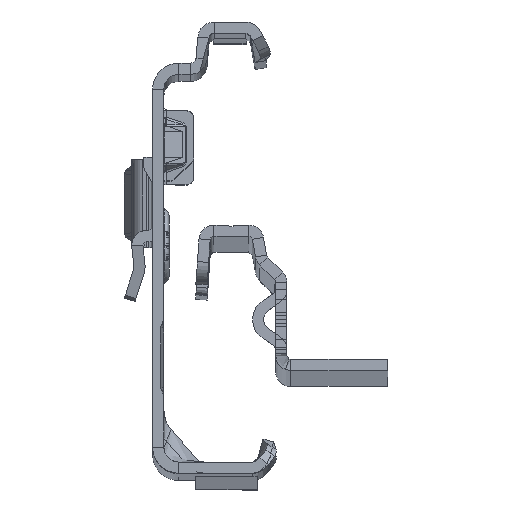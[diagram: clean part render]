
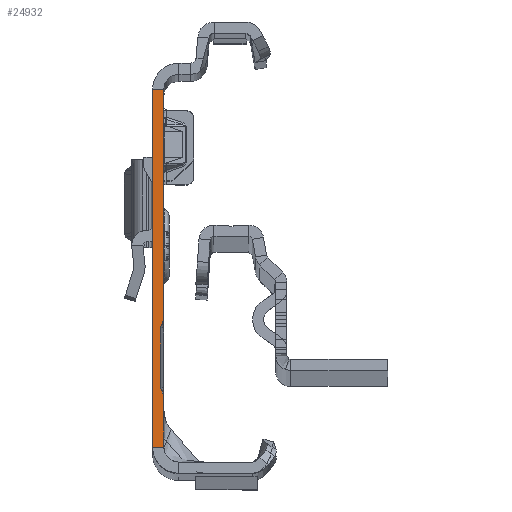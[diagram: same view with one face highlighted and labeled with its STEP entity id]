
A CAD part, top view. The second image highlights one B-rep face of the part: STEP entity #24932.
In plain terms, the highlighted planar face has unit normal (0, 0, 1).
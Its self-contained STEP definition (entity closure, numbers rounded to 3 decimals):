
#315 = DIRECTION ( 'NONE',  ( -1., 0., 0. ) ) ;
#667 = CARTESIAN_POINT ( 'NONE',  ( -0.234, -9.288, 0. ) ) ;
#963 = DIRECTION ( 'NONE',  ( 0., -1., 0. ) ) ;
#1320 = ORIENTED_EDGE ( 'NONE', *, *, #9352, .F. ) ;
#1504 = CARTESIAN_POINT ( 'NONE',  ( 0.6, -9.865, 0. ) ) ;
#1552 = VERTEX_POINT ( 'NONE', #16238 ) ;
#1648 = DIRECTION ( 'NONE',  ( 0., -1., 0. ) ) ;
#1777 = AXIS2_PLACEMENT_3D ( 'NONE', #1504, #16422, #315 ) ;
#2074 = DIRECTION ( 'NONE',  ( -1., 0., 0. ) ) ;
#2150 = CARTESIAN_POINT ( 'NONE',  ( 0., 24.135, 0. ) ) ;
#2488 = DIRECTION ( 'NONE',  ( 0., 0., -1. ) ) ;
#2923 = DIRECTION ( 'NONE',  ( 0., -1., 0. ) ) ;
#2979 = VECTOR ( 'NONE', #2923, 1000. ) ;
#3352 = ORIENTED_EDGE ( 'NONE', *, *, #18409, .F. ) ;
#4118 = CARTESIAN_POINT ( 'NONE',  ( -0.4, -9.865, 0. ) ) ;
#4127 = AXIS2_PLACEMENT_3D ( 'NONE', #20058, #26201, #22006 ) ;
#4311 = CARTESIAN_POINT ( 'NONE',  ( -0.234, -18.442, 0. ) ) ;
#4579 = ORIENTED_EDGE ( 'NONE', *, *, #10992, .F. ) ;
#4835 = DIRECTION ( 'NONE',  ( 1., 0., 0. ) ) ;
#5163 = LINE ( 'NONE', #13916, #7411 ) ;
#5338 = CARTESIAN_POINT ( 'NONE',  ( -0.234, -18.442, 0. ) ) ;
#5455 = ORIENTED_EDGE ( 'NONE', *, *, #9319, .F. ) ;
#5519 = CIRCLE ( 'NONE', #7287, 1. ) ;
#5602 = VERTEX_POINT ( 'NONE', #23860 ) ;
#5625 = DIRECTION ( 'NONE',  ( 0., 0., -1. ) ) ;
#5975 = LINE ( 'NONE', #22983, #25566 ) ;
#6175 = CARTESIAN_POINT ( 'NONE',  ( -0.234, -9.288, 0. ) ) ;
#6467 = LINE ( 'NONE', #2150, #12667 ) ;
#6841 = VECTOR ( 'NONE', #963, 1000. ) ;
#6885 = CARTESIAN_POINT ( 'NONE',  ( -0.306, -9.443, 0. ) ) ;
#6939 = DIRECTION ( 'NONE',  ( -0.423, -0.906, 0. ) ) ;
#7287 = AXIS2_PLACEMENT_3D ( 'NONE', #24202, #21698, #4835 ) ;
#7337 = VERTEX_POINT ( 'NONE', #5338 ) ;
#7373 = DIRECTION ( 'NONE',  ( -1., 0., 0. ) ) ;
#7411 = VECTOR ( 'NONE', #7373, 1000. ) ;
#7958 = VERTEX_POINT ( 'NONE', #6885 ) ;
#8458 = CARTESIAN_POINT ( 'NONE',  ( 0., -8.231, 0. ) ) ;
#8652 = CARTESIAN_POINT ( 'NONE',  ( 0., 24.135, 0. ) ) ;
#8778 = EDGE_CURVE ( 'NONE', #11773, #12057, #5519, .T. ) ;
#9161 = VERTEX_POINT ( 'NONE', #12280 ) ;
#9319 = EDGE_CURVE ( 'NONE', #18386, #15661, #20066, .T. ) ;
#9352 = EDGE_CURVE ( 'NONE', #16177, #11773, #5975, .T. ) ;
#9942 = ORIENTED_EDGE ( 'NONE', *, *, #17801, .F. ) ;
#10972 = DIRECTION ( 'NONE',  ( 1., 0., 0. ) ) ;
#10992 = EDGE_CURVE ( 'NONE', #9161, #22226, #6467, .T. ) ;
#11346 = VERTEX_POINT ( 'NONE', #6175 ) ;
#11535 = LINE ( 'NONE', #667, #27282 ) ;
#11773 = VERTEX_POINT ( 'NONE', #15323 ) ;
#11882 = EDGE_CURVE ( 'NONE', #18386, #5602, #5163, .T. ) ;
#11898 = ORIENTED_EDGE ( 'NONE', *, *, #8778, .F. ) ;
#12057 = VERTEX_POINT ( 'NONE', #15577 ) ;
#12280 = CARTESIAN_POINT ( 'NONE',  ( 0., -19.499, 0. ) ) ;
#12667 = VECTOR ( 'NONE', #12982, 1000. ) ;
#12780 = DIRECTION ( 'NONE',  ( 0.423, -0.906, 0. ) ) ;
#12982 = DIRECTION ( 'NONE',  ( 0., -1., 0. ) ) ;
#12986 = EDGE_CURVE ( 'NONE', #12057, #7337, #14895, .T. ) ;
#13916 = CARTESIAN_POINT ( 'NONE',  ( 0., 22.135, 0. ) ) ;
#14373 = DIRECTION ( 'NONE',  ( -1., 0., 0. ) ) ;
#14865 = VECTOR ( 'NONE', #12780, 1000. ) ;
#14895 = LINE ( 'NONE', #4311, #14865 ) ;
#15323 = CARTESIAN_POINT ( 'NONE',  ( -0.4, -17.865, 0. ) ) ;
#15577 = CARTESIAN_POINT ( 'NONE',  ( -0.306, -18.288, 0. ) ) ;
#15661 = VERTEX_POINT ( 'NONE', #8458 ) ;
#16177 = VERTEX_POINT ( 'NONE', #4118 ) ;
#16238 = CARTESIAN_POINT ( 'NONE',  ( -1.5, -25.865, 0. ) ) ;
#16422 = DIRECTION ( 'NONE',  ( 0., 0., 1. ) ) ;
#17785 = CIRCLE ( 'NONE', #1777, 1. ) ;
#17801 = EDGE_CURVE ( 'NONE', #15661, #11346, #18587, .T. ) ;
#17818 = CARTESIAN_POINT ( 'NONE',  ( 0., 22.135, 0. ) ) ;
#18386 = VERTEX_POINT ( 'NONE', #17818 ) ;
#18409 = EDGE_CURVE ( 'NONE', #7337, #9161, #26653, .T. ) ;
#18587 = CIRCLE ( 'NONE', #19479, 2.5 ) ;
#18851 = CARTESIAN_POINT ( 'NONE',  ( 0., -25.865, 0. ) ) ;
#18987 = EDGE_CURVE ( 'NONE', #5602, #1552, #24405, .T. ) ;
#19442 = ORIENTED_EDGE ( 'NONE', *, *, #24982, .F. ) ;
#19479 = AXIS2_PLACEMENT_3D ( 'NONE', #24725, #5625, #14373 ) ;
#19629 = CARTESIAN_POINT ( 'NONE',  ( -2.5, -19.499, 0. ) ) ;
#19788 = EDGE_LOOP ( 'NONE', ( #9942, #5455, #27471, #22717, #23593, #4579, #3352, #24748, #11898, #1320, #22014, #19442 ) ) ;
#19913 = PLANE ( 'NONE',  #4127 ) ;
#20058 = CARTESIAN_POINT ( 'NONE',  ( -1.5, 24.135, 0. ) ) ;
#20066 = LINE ( 'NONE', #8652, #6841 ) ;
#21176 = LINE ( 'NONE', #23004, #24471 ) ;
#21401 = EDGE_CURVE ( 'NONE', #22226, #1552, #21176, .T. ) ;
#21698 = DIRECTION ( 'NONE',  ( 0., 0., 1. ) ) ;
#21764 = EDGE_CURVE ( 'NONE', #7958, #16177, #17785, .T. ) ;
#22006 = DIRECTION ( 'NONE',  ( 0., -1., 0. ) ) ;
#22014 = ORIENTED_EDGE ( 'NONE', *, *, #21764, .F. ) ;
#22029 = CARTESIAN_POINT ( 'NONE',  ( -1.5, 24.135, 0. ) ) ;
#22226 = VERTEX_POINT ( 'NONE', #18851 ) ;
#22638 = AXIS2_PLACEMENT_3D ( 'NONE', #19629, #2488, #10972 ) ;
#22717 = ORIENTED_EDGE ( 'NONE', *, *, #18987, .T. ) ;
#22983 = CARTESIAN_POINT ( 'NONE',  ( -0.4, -9.865, 0. ) ) ;
#23004 = CARTESIAN_POINT ( 'NONE',  ( 0., -25.865, 0. ) ) ;
#23593 = ORIENTED_EDGE ( 'NONE', *, *, #21401, .F. ) ;
#23860 = CARTESIAN_POINT ( 'NONE',  ( -1.5, 22.135, 0. ) ) ;
#24202 = CARTESIAN_POINT ( 'NONE',  ( 0.6, -17.865, 0. ) ) ;
#24405 = LINE ( 'NONE', #22029, #2979 ) ;
#24471 = VECTOR ( 'NONE', #2074, 1000. ) ;
#24725 = CARTESIAN_POINT ( 'NONE',  ( -2.5, -8.231, 0. ) ) ;
#24748 = ORIENTED_EDGE ( 'NONE', *, *, #12986, .F. ) ;
#24932 = ADVANCED_FACE ( 'NONE', ( #26340 ), #19913, .T. ) ;
#24982 = EDGE_CURVE ( 'NONE', #11346, #7958, #11535, .T. ) ;
#25566 = VECTOR ( 'NONE', #1648, 1000. ) ;
#26201 = DIRECTION ( 'NONE',  ( 0., 0., 1. ) ) ;
#26340 = FACE_OUTER_BOUND ( 'NONE', #19788, .T. ) ;
#26653 = CIRCLE ( 'NONE', #22638, 2.5 ) ;
#27282 = VECTOR ( 'NONE', #6939, 1000. ) ;
#27471 = ORIENTED_EDGE ( 'NONE', *, *, #11882, .T. ) ;
